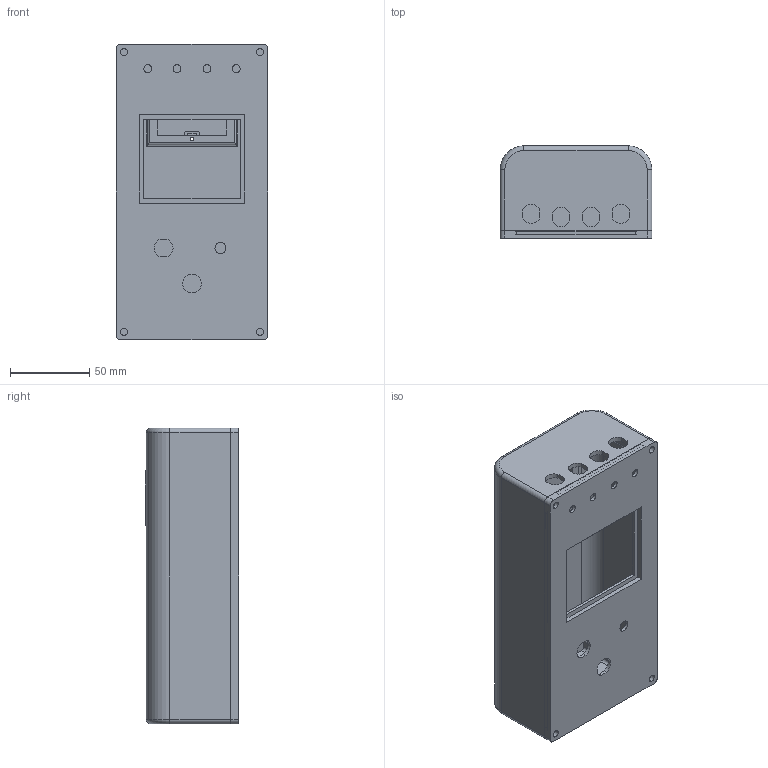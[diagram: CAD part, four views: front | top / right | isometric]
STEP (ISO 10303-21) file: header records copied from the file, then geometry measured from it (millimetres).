
FILE_DESCRIPTION((''),'2;1');
FILE_NAME('00C_HOUSING_LID_ASSEMBLY_ASM','2026-02-21T14:10:20',('Samuel'),(''),'CREO PARAMETRIC BY PTC INC, 2023073','CREO PARAMETRIC BY PTC INC, 2023073','');
FILE_SCHEMA(('CONFIG_CONTROL_DESIGN'));
Length unit declared in the file: millimetre
Products named in the file (5): 01_HOUSING; 02_LID; 06_FUSE_LID; 03_SEAL; 00C_HOUSING_LID_ASSEMBLY_ASM
Assembly tree (4 placements, depth 2):
  00C_HOUSING_LID_ASSEMBLY_ASM
    01_HOUSING
    02_LID
    06_FUSE_LID
    03_SEAL
Bounding box: 96 x 59 x 187 mm (x, y, z)
Volume: 186783.5 mm3; surface area: 139780.3 mm2
Topology: 4 solids, 4 shells, 397 faces, 1087 edges, 717 vertices
Faces by surface type: cylinder 195, plane 191, torus 8, bspline 3
Entity records: 13287 total; most frequent: CARTESIAN_POINT 2689, DIRECTION 2249, ORIENTED_EDGE 2174, EDGE_CURVE 1087, AXIS2_PLACEMENT_3D 789, VERTEX_POINT 717, VECTOR 671, LINE 671
